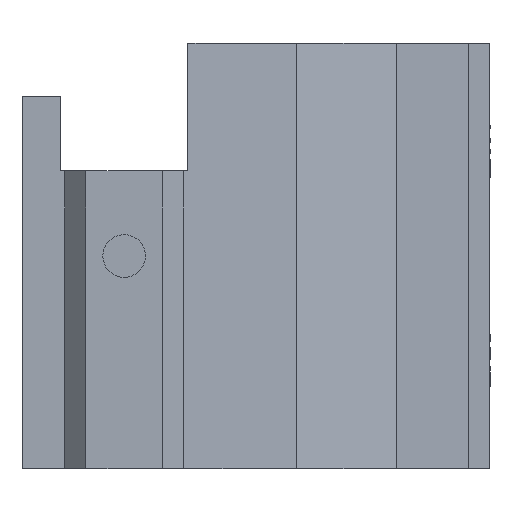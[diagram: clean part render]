
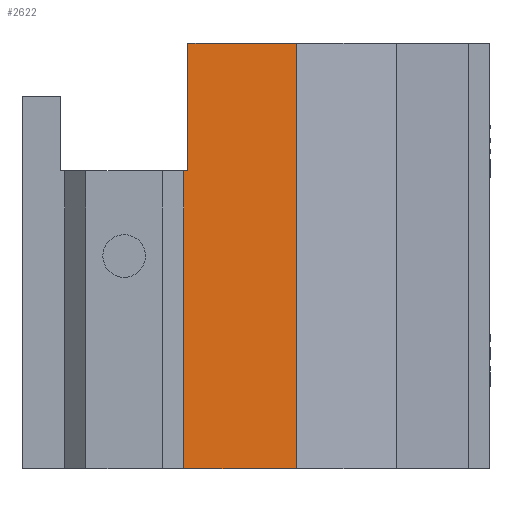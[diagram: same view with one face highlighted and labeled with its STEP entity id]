
A CAD part, left-side view. The second image highlights one B-rep face of the part: STEP entity #2622.
In plain terms, the highlighted free-form (B-spline) face has degree [1, 1] with [2, 2] control points.
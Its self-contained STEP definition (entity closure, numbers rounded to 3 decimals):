
#62 = B_SPLINE_SURFACE_WITH_KNOTS('',1,1,(
    (#63,#64)
    ,(#65,#66)),.UNSPECIFIED.,.F.,.F.,.F.,(2,2),(2,2),(-16.699,
    16.699),(-13.392,8.604),
  .PIECEWISE_BEZIER_KNOTS.);
#63 = CARTESIAN_POINT('',(550.004,159.559,0.));
#64 = CARTESIAN_POINT('',(550.004,181.555,0.));
#65 = CARTESIAN_POINT('',(516.606,159.559,0.));
#66 = CARTESIAN_POINT('',(516.606,181.555,0.));
#138 = B_SPLINE_SURFACE_WITH_KNOTS('',1,1,(
    (#139,#140)
    ,(#141,#142
    )),.UNSPECIFIED.,.F.,.F.,.F.,(2,2),(2,2),(-10.498,
    10.498),(-8.129,6.067),
  .PIECEWISE_BEZIER_KNOTS.);
#139 = CARTESIAN_POINT('',(522.807,159.559,20.));
#140 = CARTESIAN_POINT('',(522.807,173.755,20.));
#141 = CARTESIAN_POINT('',(543.803,159.559,20.));
#142 = CARTESIAN_POINT('',(543.803,173.755,20.));
#810 = VERTEX_POINT('',#811);
#811 = CARTESIAN_POINT('',(522.807,173.755,14.));
#817 = B_SPLINE_SURFACE_WITH_KNOTS('',1,1,(
    (#818,#819)
    ,(#820,#821
    )),.UNSPECIFIED.,.F.,.F.,.F.,(2,2),(2,2),(-16.699,
    16.699),(0.804,6.804),
  .PIECEWISE_BEZIER_KNOTS.);
#818 = CARTESIAN_POINT('',(516.606,173.755,14.));
#819 = CARTESIAN_POINT('',(516.606,179.755,14.));
#820 = CARTESIAN_POINT('',(550.004,173.755,14.));
#821 = CARTESIAN_POINT('',(550.004,179.755,14.));
#829 = B_SPLINE_SURFACE_WITH_KNOTS('',1,1,(
    (#830,#831)
    ,(#832,#833
    )),.UNSPECIFIED.,.F.,.F.,.F.,(2,2),(2,2),(0.,20.996),(0.,6.
    ),.PIECEWISE_BEZIER_KNOTS.);
#830 = CARTESIAN_POINT('',(543.803,173.755,14.));
#831 = CARTESIAN_POINT('',(543.803,173.755,20.));
#832 = CARTESIAN_POINT('',(522.807,173.755,14.));
#833 = CARTESIAN_POINT('',(522.807,173.755,20.));
#1183 = VERTEX_POINT('',#1184);
#1184 = CARTESIAN_POINT('',(522.79,173.955,14.));
#1197 = B_SPLINE_SURFACE_WITH_KNOTS('',1,1,(
    (#1198,#1199)
    ,(#1200,#1201
    )),.UNSPECIFIED.,.F.,.F.,.F.,(2,2),(2,2),(0.,5.184),(0.,14.
    ),.PIECEWISE_BEZIER_KNOTS.);
#1198 = CARTESIAN_POINT('',(517.606,173.955,0.));
#1199 = CARTESIAN_POINT('',(517.606,173.955,14.));
#1200 = CARTESIAN_POINT('',(522.79,173.955,0.));
#1201 = CARTESIAN_POINT('',(522.79,173.955,14.));
#1209 = EDGE_CURVE('',#1183,#810,#1210,.T.);
#1210 = SURFACE_CURVE('',#1211,(#1214,#1221),.PCURVE_S1.);
#1211 = B_SPLINE_CURVE_WITH_KNOTS('',1,(#1212,#1213),.UNSPECIFIED.,.F.,
  .F.,(2,2),(0.,0.201),.PIECEWISE_BEZIER_KNOTS.);
#1212 = CARTESIAN_POINT('',(522.79,173.955,14.));
#1213 = CARTESIAN_POINT('',(522.807,173.755,14.));
#1214 = PCURVE('',#817,#1215);
#1215 = DEFINITIONAL_REPRESENTATION('',(#1216),#1220);
#1216 = LINE('',#1217,#1218);
#1217 = CARTESIAN_POINT('',(-10.515,1.004));
#1218 = VECTOR('',#1219,1.);
#1219 = DIRECTION('',(0.085,-0.996));
#1220 = ( GEOMETRIC_REPRESENTATION_CONTEXT(2) 
PARAMETRIC_REPRESENTATION_CONTEXT() REPRESENTATION_CONTEXT('2D SPACE',''
  ) );
#1221 = PCURVE('',#1222,#1227);
#1222 = B_SPLINE_SURFACE_WITH_KNOTS('',1,1,(
    (#1223,#1224)
    ,(#1225,#1226
    )),.UNSPECIFIED.,.F.,.F.,.F.,(2,2),(2,2),(-0.201,
    5.123),(-14.,6.),.PIECEWISE_BEZIER_KNOTS.);
#1223 = CARTESIAN_POINT('',(522.79,173.955,0.));
#1224 = CARTESIAN_POINT('',(522.79,173.955,20.));
#1225 = CARTESIAN_POINT('',(523.243,168.651,0.));
#1226 = CARTESIAN_POINT('',(523.243,168.651,20.));
#1227 = DEFINITIONAL_REPRESENTATION('',(#1228),#1232);
#1228 = LINE('',#1229,#1230);
#1229 = CARTESIAN_POINT('',(-0.201,0.));
#1230 = VECTOR('',#1231,1.);
#1231 = DIRECTION('',(1.,0.));
#1232 = ( GEOMETRIC_REPRESENTATION_CONTEXT(2) 
PARAMETRIC_REPRESENTATION_CONTEXT() REPRESENTATION_CONTEXT('2D SPACE',''
  ) );
#1240 = VERTEX_POINT('',#1241);
#1241 = CARTESIAN_POINT('',(522.79,173.955,0.));
#1261 = EDGE_CURVE('',#1240,#1183,#1262,.T.);
#1262 = SURFACE_CURVE('',#1263,(#1266,#1273),.PCURVE_S1.);
#1263 = B_SPLINE_CURVE_WITH_KNOTS('',1,(#1264,#1265),.UNSPECIFIED.,.F.,
  .F.,(2,2),(0.,14.),.PIECEWISE_BEZIER_KNOTS.);
#1264 = CARTESIAN_POINT('',(522.79,173.955,0.));
#1265 = CARTESIAN_POINT('',(522.79,173.955,14.));
#1266 = PCURVE('',#1197,#1267);
#1267 = DEFINITIONAL_REPRESENTATION('',(#1268),#1272);
#1268 = LINE('',#1269,#1270);
#1269 = CARTESIAN_POINT('',(5.184,0.));
#1270 = VECTOR('',#1271,1.);
#1271 = DIRECTION('',(0.,1.));
#1272 = ( GEOMETRIC_REPRESENTATION_CONTEXT(2) 
PARAMETRIC_REPRESENTATION_CONTEXT() REPRESENTATION_CONTEXT('2D SPACE',''
  ) );
#1273 = PCURVE('',#1222,#1274);
#1274 = DEFINITIONAL_REPRESENTATION('',(#1275),#1279);
#1275 = LINE('',#1276,#1277);
#1276 = CARTESIAN_POINT('',(-0.201,-14.));
#1277 = VECTOR('',#1278,1.);
#1278 = DIRECTION('',(0.,1.));
#1279 = ( GEOMETRIC_REPRESENTATION_CONTEXT(2) 
PARAMETRIC_REPRESENTATION_CONTEXT() REPRESENTATION_CONTEXT('2D SPACE',''
  ) );
#1861 = VERTEX_POINT('',#1862);
#1862 = CARTESIAN_POINT('',(523.243,168.651,0.));
#1875 = B_SPLINE_SURFACE_WITH_KNOTS('',1,1,(
    (#1876,#1877)
    ,(#1878,#1879
    )),.UNSPECIFIED.,.F.,.F.,.F.,(2,2),(2,2),(0.,4.907),(-14.,
    6.),.PIECEWISE_BEZIER_KNOTS.);
#1876 = CARTESIAN_POINT('',(523.243,168.651,
    0.));
#1877 = CARTESIAN_POINT('',(523.243,168.651,20.));
#1878 = CARTESIAN_POINT('',(524.666,163.954,
    0.));
#1879 = CARTESIAN_POINT('',(524.666,163.954,20.));
#1887 = EDGE_CURVE('',#1240,#1861,#1888,.T.);
#1888 = SURFACE_CURVE('',#1889,(#1892,#1899),.PCURVE_S1.);
#1889 = B_SPLINE_CURVE_WITH_KNOTS('',1,(#1890,#1891),.UNSPECIFIED.,.F.,
  .F.,(2,2),(0.,5.324),.PIECEWISE_BEZIER_KNOTS.);
#1890 = CARTESIAN_POINT('',(522.79,173.955,0.));
#1891 = CARTESIAN_POINT('',(523.243,168.651,0.));
#1892 = PCURVE('',#62,#1893);
#1893 = DEFINITIONAL_REPRESENTATION('',(#1894),#1898);
#1894 = LINE('',#1895,#1896);
#1895 = CARTESIAN_POINT('',(10.515,1.004));
#1896 = VECTOR('',#1897,1.);
#1897 = DIRECTION('',(-0.085,-0.996));
#1898 = ( GEOMETRIC_REPRESENTATION_CONTEXT(2) 
PARAMETRIC_REPRESENTATION_CONTEXT() REPRESENTATION_CONTEXT('2D SPACE',''
  ) );
#1899 = PCURVE('',#1222,#1900);
#1900 = DEFINITIONAL_REPRESENTATION('',(#1901),#1905);
#1901 = LINE('',#1902,#1903);
#1902 = CARTESIAN_POINT('',(-0.201,-14.));
#1903 = VECTOR('',#1904,1.);
#1904 = DIRECTION('',(1.,0.));
#1905 = ( GEOMETRIC_REPRESENTATION_CONTEXT(2) 
PARAMETRIC_REPRESENTATION_CONTEXT() REPRESENTATION_CONTEXT('2D SPACE',''
  ) );
#2581 = VERTEX_POINT('',#2582);
#2582 = CARTESIAN_POINT('',(523.243,168.651,20.));
#2602 = EDGE_CURVE('',#1861,#2581,#2603,.T.);
#2603 = SURFACE_CURVE('',#2604,(#2607,#2614),.PCURVE_S1.);
#2604 = B_SPLINE_CURVE_WITH_KNOTS('',1,(#2605,#2606),.UNSPECIFIED.,.F.,
  .F.,(2,2),(-14.,6.),.PIECEWISE_BEZIER_KNOTS.);
#2605 = CARTESIAN_POINT('',(523.243,168.651,0.));
#2606 = CARTESIAN_POINT('',(523.243,168.651,20.));
#2607 = PCURVE('',#1875,#2608);
#2608 = DEFINITIONAL_REPRESENTATION('',(#2609),#2613);
#2609 = LINE('',#2610,#2611);
#2610 = CARTESIAN_POINT('',(0.,0.));
#2611 = VECTOR('',#2612,1.);
#2612 = DIRECTION('',(0.,1.));
#2613 = ( GEOMETRIC_REPRESENTATION_CONTEXT(2) 
PARAMETRIC_REPRESENTATION_CONTEXT() REPRESENTATION_CONTEXT('2D SPACE',''
  ) );
#2614 = PCURVE('',#1222,#2615);
#2615 = DEFINITIONAL_REPRESENTATION('',(#2616),#2620);
#2616 = LINE('',#2617,#2618);
#2617 = CARTESIAN_POINT('',(5.123,0.));
#2618 = VECTOR('',#2619,1.);
#2619 = DIRECTION('',(0.,1.));
#2620 = ( GEOMETRIC_REPRESENTATION_CONTEXT(2) 
PARAMETRIC_REPRESENTATION_CONTEXT() REPRESENTATION_CONTEXT('2D SPACE',''
  ) );
#2622 = ADVANCED_FACE('',(#2623),#1222,.T.);
#2623 = FACE_BOUND('',#2624,.T.);
#2624 = EDGE_LOOP('',(#2625,#2626,#2648,#2668,#2669,#2670));
#2625 = ORIENTED_EDGE('',*,*,#2602,.T.);
#2626 = ORIENTED_EDGE('',*,*,#2627,.F.);
#2627 = EDGE_CURVE('',#2628,#2581,#2630,.T.);
#2628 = VERTEX_POINT('',#2629);
#2629 = CARTESIAN_POINT('',(522.807,173.755,20.));
#2630 = SURFACE_CURVE('',#2631,(#2634,#2641),.PCURVE_S1.);
#2631 = B_SPLINE_CURVE_WITH_KNOTS('',1,(#2632,#2633),.UNSPECIFIED.,.F.,
  .F.,(2,2),(0.,5.123),.PIECEWISE_BEZIER_KNOTS.);
#2632 = CARTESIAN_POINT('',(522.807,173.755,20.));
#2633 = CARTESIAN_POINT('',(523.243,168.651,20.));
#2634 = PCURVE('',#1222,#2635);
#2635 = DEFINITIONAL_REPRESENTATION('',(#2636),#2640);
#2636 = LINE('',#2637,#2638);
#2637 = CARTESIAN_POINT('',(0.,6.));
#2638 = VECTOR('',#2639,1.);
#2639 = DIRECTION('',(1.,0.));
#2640 = ( GEOMETRIC_REPRESENTATION_CONTEXT(2) 
PARAMETRIC_REPRESENTATION_CONTEXT() REPRESENTATION_CONTEXT('2D SPACE',''
  ) );
#2641 = PCURVE('',#138,#2642);
#2642 = DEFINITIONAL_REPRESENTATION('',(#2643),#2647);
#2643 = LINE('',#2644,#2645);
#2644 = CARTESIAN_POINT('',(-10.498,6.067));
#2645 = VECTOR('',#2646,1.);
#2646 = DIRECTION('',(0.085,-0.996));
#2647 = ( GEOMETRIC_REPRESENTATION_CONTEXT(2) 
PARAMETRIC_REPRESENTATION_CONTEXT() REPRESENTATION_CONTEXT('2D SPACE',''
  ) );
#2648 = ORIENTED_EDGE('',*,*,#2649,.F.);
#2649 = EDGE_CURVE('',#810,#2628,#2650,.T.);
#2650 = SURFACE_CURVE('',#2651,(#2654,#2661),.PCURVE_S1.);
#2651 = B_SPLINE_CURVE_WITH_KNOTS('',1,(#2652,#2653),.UNSPECIFIED.,.F.,
  .F.,(2,2),(0.,6.),.PIECEWISE_BEZIER_KNOTS.);
#2652 = CARTESIAN_POINT('',(522.807,173.755,14.));
#2653 = CARTESIAN_POINT('',(522.807,173.755,20.));
#2654 = PCURVE('',#1222,#2655);
#2655 = DEFINITIONAL_REPRESENTATION('',(#2656),#2660);
#2656 = LINE('',#2657,#2658);
#2657 = CARTESIAN_POINT('',(0.,0.));
#2658 = VECTOR('',#2659,1.);
#2659 = DIRECTION('',(0.,1.));
#2660 = ( GEOMETRIC_REPRESENTATION_CONTEXT(2) 
PARAMETRIC_REPRESENTATION_CONTEXT() REPRESENTATION_CONTEXT('2D SPACE',''
  ) );
#2661 = PCURVE('',#829,#2662);
#2662 = DEFINITIONAL_REPRESENTATION('',(#2663),#2667);
#2663 = LINE('',#2664,#2665);
#2664 = CARTESIAN_POINT('',(20.996,0.));
#2665 = VECTOR('',#2666,1.);
#2666 = DIRECTION('',(0.,1.));
#2667 = ( GEOMETRIC_REPRESENTATION_CONTEXT(2) 
PARAMETRIC_REPRESENTATION_CONTEXT() REPRESENTATION_CONTEXT('2D SPACE',''
  ) );
#2668 = ORIENTED_EDGE('',*,*,#1209,.F.);
#2669 = ORIENTED_EDGE('',*,*,#1261,.F.);
#2670 = ORIENTED_EDGE('',*,*,#1887,.T.);
